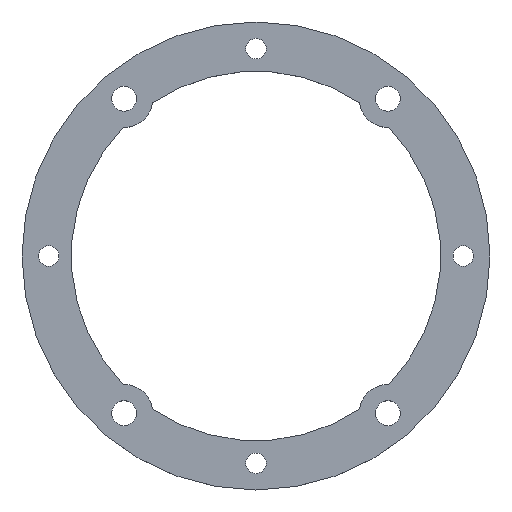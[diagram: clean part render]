
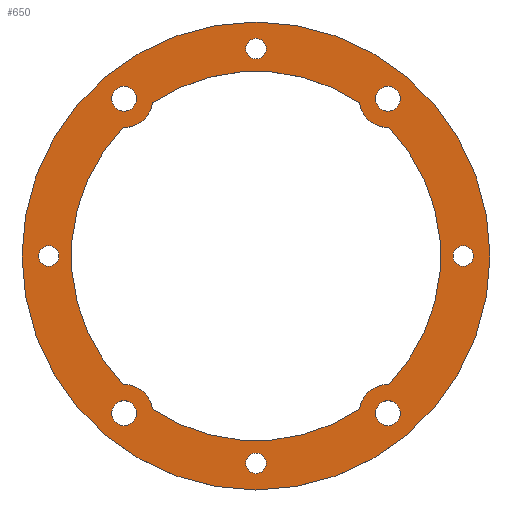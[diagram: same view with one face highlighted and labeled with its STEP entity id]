
A CAD part, top view. The second image highlights one B-rep face of the part: STEP entity #650.
In plain terms, the highlighted planar face has unit normal (0, 0, 1).
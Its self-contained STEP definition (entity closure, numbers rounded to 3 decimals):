
#19=CARTESIAN_POINT('',(0.,0.,-14.5));
#20=DIRECTION('',(0.,0.,-1.));
#21=DIRECTION('',(1.,0.,0.));
#22=AXIS2_PLACEMENT_3D('',#19,#20,#21);
#24=CARTESIAN_POINT('',(0.,0.,-14.5));
#25=DIRECTION('',(0.,0.,-1.));
#26=DIRECTION('',(-1.,0.,0.));
#27=AXIS2_PLACEMENT_3D('',#24,#25,#26);
#29=CARTESIAN_POINT('',(32.139,38.302,-14.5));
#30=DIRECTION('',(0.,0.,1.));
#31=DIRECTION('',(0.,-1.,0.));
#32=AXIS2_PLACEMENT_3D('',#29,#30,#31);
#34=CARTESIAN_POINT('',(32.139,38.302,-14.5));
#35=DIRECTION('',(0.,0.,1.));
#36=DIRECTION('',(0.,1.,0.));
#37=AXIS2_PLACEMENT_3D('',#34,#35,#36);
#39=CARTESIAN_POINT('',(32.139,-38.302,-14.5));
#40=DIRECTION('',(0.,0.,1.));
#41=DIRECTION('',(0.,-1.,0.));
#42=AXIS2_PLACEMENT_3D('',#39,#40,#41);
#44=CARTESIAN_POINT('',(32.139,-38.302,-14.5));
#45=DIRECTION('',(0.,0.,1.));
#46=DIRECTION('',(0.,1.,0.));
#47=AXIS2_PLACEMENT_3D('',#44,#45,#46);
#49=CARTESIAN_POINT('',(-32.139,-38.302,-14.5));
#50=DIRECTION('',(0.,0.,1.));
#51=DIRECTION('',(0.,-1.,0.));
#52=AXIS2_PLACEMENT_3D('',#49,#50,#51);
#54=CARTESIAN_POINT('',(-32.139,-38.302,-14.5));
#55=DIRECTION('',(0.,0.,1.));
#56=DIRECTION('',(0.,1.,0.));
#57=AXIS2_PLACEMENT_3D('',#54,#55,#56);
#59=CARTESIAN_POINT('',(-32.139,38.302,-14.5));
#60=DIRECTION('',(0.,0.,1.));
#61=DIRECTION('',(0.,-1.,0.));
#62=AXIS2_PLACEMENT_3D('',#59,#60,#61);
#64=CARTESIAN_POINT('',(-32.139,38.302,-14.5));
#65=DIRECTION('',(0.,0.,1.));
#66=DIRECTION('',(0.,1.,0.));
#67=AXIS2_PLACEMENT_3D('',#64,#65,#66);
#69=CARTESIAN_POINT('',(0.,0.,-14.5));
#70=DIRECTION('',(0.,0.,1.));
#71=DIRECTION('',(-0.56,-0.828,0.));
#72=AXIS2_PLACEMENT_3D('',#69,#70,#71);
#74=CARTESIAN_POINT('',(0.,0.,-14.5));
#75=DIRECTION('',(0.,0.,1.));
#76=DIRECTION('',(0.718,-0.696,0.));
#77=AXIS2_PLACEMENT_3D('',#74,#75,#76);
#79=CARTESIAN_POINT('',(0.,0.,-14.5));
#80=DIRECTION('',(0.,0.,1.));
#81=DIRECTION('',(0.56,0.828,0.));
#82=AXIS2_PLACEMENT_3D('',#79,#80,#81);
#84=CARTESIAN_POINT('',(0.,0.,-14.5));
#85=DIRECTION('',(0.,0.,1.));
#86=DIRECTION('',(-0.718,0.696,0.));
#87=AXIS2_PLACEMENT_3D('',#84,#85,#86);
#98=CARTESIAN_POINT('',(0.,-50.5,-14.5));
#99=DIRECTION('',(0.,0.,1.));
#100=DIRECTION('',(-1.,0.,0.));
#101=AXIS2_PLACEMENT_3D('',#98,#99,#100);
#112=CARTESIAN_POINT('',(0.,-50.5,-14.5));
#113=DIRECTION('',(0.,0.,1.));
#114=DIRECTION('',(1.,0.,0.));
#115=AXIS2_PLACEMENT_3D('',#112,#113,#114);
#126=CARTESIAN_POINT('',(-50.5,0.,-14.5));
#127=DIRECTION('',(0.,0.,1.));
#128=DIRECTION('',(-1.,0.,0.));
#129=AXIS2_PLACEMENT_3D('',#126,#127,#128);
#140=CARTESIAN_POINT('',(-50.5,0.,-14.5));
#141=DIRECTION('',(0.,0.,1.));
#142=DIRECTION('',(1.,0.,0.));
#143=AXIS2_PLACEMENT_3D('',#140,#141,#142);
#154=CARTESIAN_POINT('',(0.,50.5,-14.5));
#155=DIRECTION('',(0.,0.,1.));
#156=DIRECTION('',(-1.,0.,0.));
#157=AXIS2_PLACEMENT_3D('',#154,#155,#156);
#168=CARTESIAN_POINT('',(0.,50.5,-14.5));
#169=DIRECTION('',(0.,0.,1.));
#170=DIRECTION('',(1.,0.,0.));
#171=AXIS2_PLACEMENT_3D('',#168,#169,#170);
#182=CARTESIAN_POINT('',(50.5,0.,-14.5));
#183=DIRECTION('',(0.,0.,1.));
#184=DIRECTION('',(-1.,0.,0.));
#185=AXIS2_PLACEMENT_3D('',#182,#183,#184);
#196=CARTESIAN_POINT('',(50.5,0.,-14.5));
#197=DIRECTION('',(0.,0.,1.));
#198=DIRECTION('',(1.,0.,0.));
#199=AXIS2_PLACEMENT_3D('',#196,#197,#198);
#330=CARTESIAN_POINT('',(-32.139,-38.302,-14.5));
#331=DIRECTION('',(0.,0.,1.));
#332=DIRECTION('',(0.989,0.147,0.));
#333=AXIS2_PLACEMENT_3D('',#330,#331,#332);
#340=CARTESIAN_POINT('',(-32.139,38.302,-14.5));
#341=DIRECTION('',(0.,0.,1.));
#342=DIRECTION('',(-0.027,-1.,0.));
#343=AXIS2_PLACEMENT_3D('',#340,#341,#342);
#350=CARTESIAN_POINT('',(32.139,-38.302,-14.5));
#351=DIRECTION('',(0.,0.,1.));
#352=DIRECTION('',(0.027,1.,0.));
#353=AXIS2_PLACEMENT_3D('',#350,#351,#352);
#360=CARTESIAN_POINT('',(32.139,38.302,-14.5));
#361=DIRECTION('',(0.,0.,1.));
#362=DIRECTION('',(-0.989,-0.147,0.));
#363=AXIS2_PLACEMENT_3D('',#360,#361,#362);
#365=CARTESIAN_POINT('',(32.139,35.277,-14.5));
#366=CARTESIAN_POINT('',(32.139,41.327,-14.5));
#367=VERTEX_POINT('',#365);
#368=VERTEX_POINT('',#366);
#369=CARTESIAN_POINT('',(32.139,-41.327,-14.5));
#370=CARTESIAN_POINT('',(32.139,-35.277,-14.5));
#371=VERTEX_POINT('',#369);
#372=VERTEX_POINT('',#370);
#373=CARTESIAN_POINT('',(-32.139,-41.327,-14.5));
#374=CARTESIAN_POINT('',(-32.139,-35.277,-14.5));
#375=VERTEX_POINT('',#373);
#376=VERTEX_POINT('',#374);
#377=CARTESIAN_POINT('',(-32.139,35.277,-14.5));
#378=CARTESIAN_POINT('',(-32.139,41.327,-14.5));
#379=VERTEX_POINT('',#377);
#380=VERTEX_POINT('',#378);
#381=CARTESIAN_POINT('',(32.327,-31.305,-14.5));
#382=CARTESIAN_POINT('',(25.216,-37.272,-14.5));
#383=VERTEX_POINT('',#381);
#384=VERTEX_POINT('',#382);
#385=CARTESIAN_POINT('',(-25.216,-37.272,-14.5));
#386=CARTESIAN_POINT('',(-32.327,-31.305,-14.5));
#387=VERTEX_POINT('',#385);
#388=VERTEX_POINT('',#386);
#389=CARTESIAN_POINT('',(25.216,37.272,-14.5));
#390=CARTESIAN_POINT('',(32.327,31.305,-14.5));
#391=VERTEX_POINT('',#389);
#392=VERTEX_POINT('',#390);
#393=CARTESIAN_POINT('',(-32.327,31.305,-14.5));
#394=CARTESIAN_POINT('',(-25.216,37.272,-14.5));
#395=VERTEX_POINT('',#393);
#396=VERTEX_POINT('',#394);
#397=CARTESIAN_POINT('',(-2.5,50.5,-14.5));
#398=CARTESIAN_POINT('',(2.5,50.5,-14.5));
#399=VERTEX_POINT('',#397);
#400=VERTEX_POINT('',#398);
#401=CARTESIAN_POINT('',(-53.,0.,-14.5));
#402=CARTESIAN_POINT('',(-48.,0.,-14.5));
#403=VERTEX_POINT('',#401);
#404=VERTEX_POINT('',#402);
#405=CARTESIAN_POINT('',(-2.5,-50.5,-14.5));
#406=CARTESIAN_POINT('',(2.5,-50.5,-14.5));
#407=VERTEX_POINT('',#405);
#408=VERTEX_POINT('',#406);
#409=CARTESIAN_POINT('',(48.,0.,-14.5));
#410=CARTESIAN_POINT('',(53.,0.,-14.5));
#411=VERTEX_POINT('',#409);
#412=VERTEX_POINT('',#410);
#413=CARTESIAN_POINT('',(-57.,0.,-14.5));
#414=CARTESIAN_POINT('',(57.,0.,-14.5));
#415=VERTEX_POINT('',#413);
#416=VERTEX_POINT('',#414);
#575=CARTESIAN_POINT('',(0.,0.,-14.5));
#576=DIRECTION('',(0.,0.,-1.));
#577=DIRECTION('',(0.,-1.,0.));
#578=AXIS2_PLACEMENT_3D('',#575,#576,#577);
#579=PLANE('',#578);
#580=ORIENTED_EDGE('',*,*,#569,.T.);
#581=ORIENTED_EDGE('',*,*,#478,.T.);
#582=EDGE_LOOP('',(#580,#581));
#583=FACE_OUTER_BOUND('',#582,.F.);
#585=ORIENTED_EDGE('',*,*,#584,.T.);
#587=ORIENTED_EDGE('',*,*,#586,.T.);
#588=EDGE_LOOP('',(#585,#587));
#589=FACE_BOUND('',#588,.F.);
#591=ORIENTED_EDGE('',*,*,#590,.T.);
#593=ORIENTED_EDGE('',*,*,#592,.T.);
#594=EDGE_LOOP('',(#591,#593));
#595=FACE_BOUND('',#594,.F.);
#597=ORIENTED_EDGE('',*,*,#596,.T.);
#599=ORIENTED_EDGE('',*,*,#598,.T.);
#600=EDGE_LOOP('',(#597,#599));
#601=FACE_BOUND('',#600,.F.);
#603=ORIENTED_EDGE('',*,*,#602,.T.);
#605=ORIENTED_EDGE('',*,*,#604,.T.);
#606=EDGE_LOOP('',(#603,#605));
#607=FACE_BOUND('',#606,.F.);
#609=ORIENTED_EDGE('',*,*,#608,.T.);
#611=ORIENTED_EDGE('',*,*,#610,.T.);
#612=EDGE_LOOP('',(#609,#611));
#613=FACE_BOUND('',#612,.F.);
#615=ORIENTED_EDGE('',*,*,#614,.T.);
#617=ORIENTED_EDGE('',*,*,#616,.T.);
#618=EDGE_LOOP('',(#615,#617));
#619=FACE_BOUND('',#618,.F.);
#621=ORIENTED_EDGE('',*,*,#620,.T.);
#623=ORIENTED_EDGE('',*,*,#622,.T.);
#624=EDGE_LOOP('',(#621,#623));
#625=FACE_BOUND('',#624,.F.);
#627=ORIENTED_EDGE('',*,*,#626,.T.);
#629=ORIENTED_EDGE('',*,*,#628,.T.);
#630=EDGE_LOOP('',(#627,#629));
#631=FACE_BOUND('',#630,.F.);
#633=ORIENTED_EDGE('',*,*,#632,.T.);
#635=ORIENTED_EDGE('',*,*,#634,.F.);
#637=ORIENTED_EDGE('',*,*,#636,.T.);
#639=ORIENTED_EDGE('',*,*,#638,.F.);
#641=ORIENTED_EDGE('',*,*,#640,.T.);
#643=ORIENTED_EDGE('',*,*,#642,.F.);
#645=ORIENTED_EDGE('',*,*,#644,.T.);
#647=ORIENTED_EDGE('',*,*,#646,.F.);
#648=EDGE_LOOP('',(#633,#635,#637,#639,#641,#643,#645,#647));
#649=FACE_BOUND('',#648,.F.);
#650=ADVANCED_FACE('',(#583,#589,#595,#601,#607,#613,#619,#625,#631,#649),#579,
.F.);
#23=CIRCLE('',#22,57.);
#28=CIRCLE('',#27,57.);
#33=CIRCLE('',#32,3.025);
#38=CIRCLE('',#37,3.025);
#43=CIRCLE('',#42,3.025);
#48=CIRCLE('',#47,3.025);
#53=CIRCLE('',#52,3.025);
#58=CIRCLE('',#57,3.025);
#63=CIRCLE('',#62,3.025);
#68=CIRCLE('',#67,3.025);
#73=CIRCLE('',#72,45.);
#78=CIRCLE('',#77,45.);
#83=CIRCLE('',#82,45.);
#88=CIRCLE('',#87,45.);
#102=CIRCLE('',#101,2.5);
#116=CIRCLE('',#115,2.5);
#130=CIRCLE('',#129,2.5);
#144=CIRCLE('',#143,2.5);
#158=CIRCLE('',#157,2.5);
#172=CIRCLE('',#171,2.5);
#186=CIRCLE('',#185,2.5);
#200=CIRCLE('',#199,2.5);
#334=CIRCLE('',#333,7.);
#344=CIRCLE('',#343,7.);
#354=CIRCLE('',#353,7.);
#364=CIRCLE('',#363,7.);
#478=EDGE_CURVE('',#415,#416,#28,.T.);
#569=EDGE_CURVE('',#416,#415,#23,.T.);
#584=EDGE_CURVE('',#407,#408,#102,.T.);
#586=EDGE_CURVE('',#408,#407,#116,.T.);
#590=EDGE_CURVE('',#403,#404,#130,.T.);
#592=EDGE_CURVE('',#404,#403,#144,.T.);
#596=EDGE_CURVE('',#399,#400,#158,.T.);
#598=EDGE_CURVE('',#400,#399,#172,.T.);
#602=EDGE_CURVE('',#411,#412,#186,.T.);
#604=EDGE_CURVE('',#412,#411,#200,.T.);
#608=EDGE_CURVE('',#367,#368,#33,.T.);
#610=EDGE_CURVE('',#368,#367,#38,.T.);
#614=EDGE_CURVE('',#371,#372,#43,.T.);
#616=EDGE_CURVE('',#372,#371,#48,.T.);
#620=EDGE_CURVE('',#375,#376,#53,.T.);
#622=EDGE_CURVE('',#376,#375,#58,.T.);
#626=EDGE_CURVE('',#379,#380,#63,.T.);
#628=EDGE_CURVE('',#380,#379,#68,.T.);
#632=EDGE_CURVE('',#387,#384,#73,.T.);
#634=EDGE_CURVE('',#383,#384,#354,.T.);
#636=EDGE_CURVE('',#383,#392,#78,.T.);
#638=EDGE_CURVE('',#391,#392,#364,.T.);
#640=EDGE_CURVE('',#391,#396,#83,.T.);
#642=EDGE_CURVE('',#395,#396,#344,.T.);
#644=EDGE_CURVE('',#395,#388,#88,.T.);
#646=EDGE_CURVE('',#387,#388,#334,.T.);
